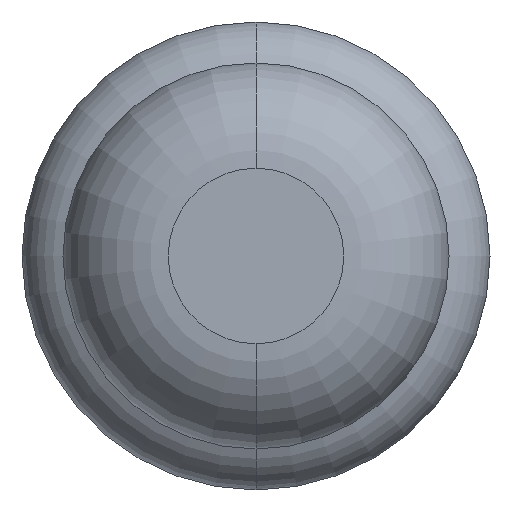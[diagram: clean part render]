
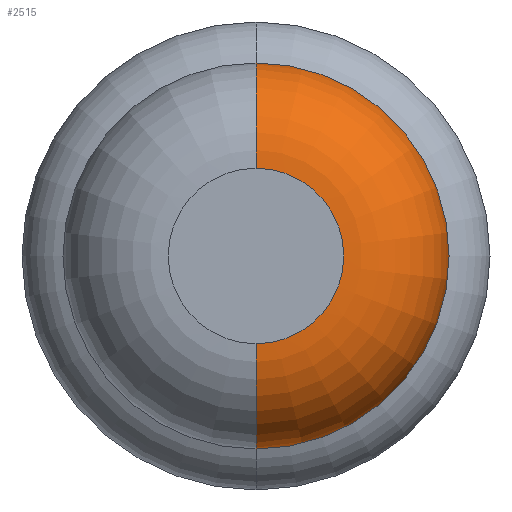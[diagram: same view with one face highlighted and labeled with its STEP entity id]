
A CAD part, front view. The second image highlights one B-rep face of the part: STEP entity #2515.
In plain terms, the highlighted toroidal (fillet/blend) face has major radius 0.375 mm and minor radius 0.45 mm.
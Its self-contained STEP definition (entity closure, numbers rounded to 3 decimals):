
#17 = AXIS2_PLACEMENT_3D ( 'NONE', #3280, #2622, #2645 ) ;
#131 = CARTESIAN_POINT ( 'NONE',  ( 0., -27.4, 0.375 ) ) ;
#201 = EDGE_CURVE ( 'Defeature ausgef�hrt1_9+Defeature ausgef�hrt1_8+Defeature ausgef�hrt1_8+Defeature ausgef�hrt1_8', #3196, #2861, #258, .T. ) ;
#209 = CARTESIAN_POINT ( 'NONE',  ( 0., -26.95, 0. ) ) ;
#230 = ORIENTED_EDGE ( 'NONE', *, *, #2551, .T. ) ;
#258 = CIRCLE ( 'NONE', #728, 0.825 ) ;
#442 = EDGE_CURVE ( 'NONE', #1347, #3196, #2761, .T. ) ;
#469 = CIRCLE ( 'NONE', #3537, 0.45 ) ;
#531 = CARTESIAN_POINT ( 'NONE',  ( 0., -27.4, -0.375 ) ) ;
#639 = DIRECTION ( 'NONE',  ( -1., 0., 0. ) ) ;
#711 = TOROIDAL_SURFACE ( 'NONE', #17, 0.375, 0.45 ) ;
#728 = AXIS2_PLACEMENT_3D ( 'NONE', #209, #3007, #802 ) ;
#776 = DIRECTION ( 'NONE',  ( 1., 0., 0. ) ) ;
#802 = DIRECTION ( 'NONE',  ( 0., 0., 1. ) ) ;
#811 = DIRECTION ( 'NONE',  ( 0., 1., 0. ) ) ;
#830 = CARTESIAN_POINT ( 'NONE',  ( 0., -26.95, -0.375 ) ) ;
#1129 = AXIS2_PLACEMENT_3D ( 'NONE', #3606, #811, #2072 ) ;
#1148 = DIRECTION ( 'NONE',  ( 0., 0., -1. ) ) ;
#1201 = CIRCLE ( 'NONE', #1129, 0.375 ) ;
#1244 = ORIENTED_EDGE ( 'NONE', *, *, #3255, .T. ) ;
#1347 = VERTEX_POINT ( 'NONE', #131 ) ;
#1462 = EDGE_LOOP ( 'NONE', ( #230, #1244, #2410, #2189 ) ) ;
#1601 = CARTESIAN_POINT ( 'NONE',  ( 0., -26.95, 0.375 ) ) ;
#1829 = AXIS2_PLACEMENT_3D ( 'NONE', #1601, #639, #3428 ) ;
#2072 = DIRECTION ( 'NONE',  ( 0., 0., 1. ) ) ;
#2189 = ORIENTED_EDGE ( 'NONE', *, *, #442, .F. ) ;
#2410 = ORIENTED_EDGE ( 'NONE', *, *, #201, .F. ) ;
#2515 = ADVANCED_FACE ( 'Defeature ausgef�hrt1_8', ( #3806 ), #711, .T. ) ;
#2551 = EDGE_CURVE ( 'Defeature ausgef�hrt1_8+Defeature ausgef�hrt1_7+Defeature ausgef�hrt1_7+Defeature ausgef�hrt1_7', #1347, #2644, #1201, .T. ) ;
#2608 = CARTESIAN_POINT ( 'NONE',  ( 0., -26.95, -0.825 ) ) ;
#2622 = DIRECTION ( 'NONE',  ( 0., 1., 0. ) ) ;
#2644 = VERTEX_POINT ( 'NONE', #531 ) ;
#2645 = DIRECTION ( 'NONE',  ( 0., 0., 1. ) ) ;
#2761 = CIRCLE ( 'NONE', #1829, 0.45 ) ;
#2861 = VERTEX_POINT ( 'NONE', #2608 ) ;
#3007 = DIRECTION ( 'NONE',  ( 0., 1., 0. ) ) ;
#3196 = VERTEX_POINT ( 'NONE', #3535 ) ;
#3255 = EDGE_CURVE ( 'NONE', #2644, #2861, #469, .T. ) ;
#3280 = CARTESIAN_POINT ( 'NONE',  ( 0., -26.95, 0. ) ) ;
#3428 = DIRECTION ( 'NONE',  ( 0., 0., 1. ) ) ;
#3535 = CARTESIAN_POINT ( 'NONE',  ( 0., -26.95, 0.825 ) ) ;
#3537 = AXIS2_PLACEMENT_3D ( 'NONE', #830, #776, #1148 ) ;
#3606 = CARTESIAN_POINT ( 'NONE',  ( 0., -27.4, 0. ) ) ;
#3806 = FACE_OUTER_BOUND ( 'NONE', #1462, .T. ) ;
